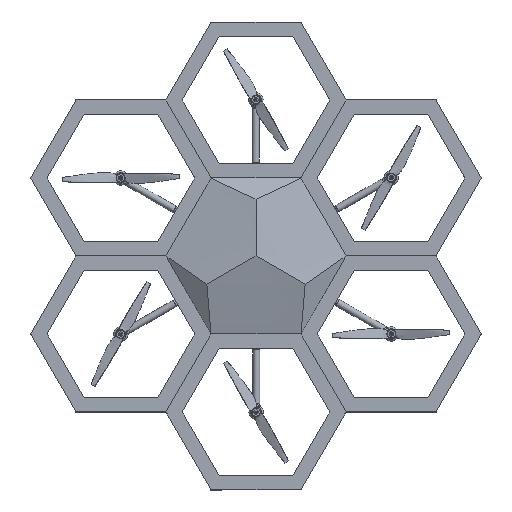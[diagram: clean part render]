
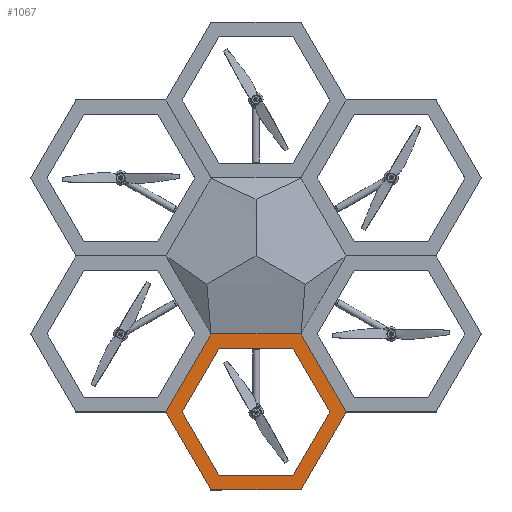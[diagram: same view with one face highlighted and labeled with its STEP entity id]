
A CAD part, top view. The second image highlights one B-rep face of the part: STEP entity #1067.
In plain terms, the highlighted planar face has unit normal (0, 0, 1).
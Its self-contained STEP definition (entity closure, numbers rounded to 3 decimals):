
#103=FACE_BOUND('',#246,.T.);
#126=PLANE('',#1176);
#179=FACE_OUTER_BOUND('',#245,.T.);
#245=EDGE_LOOP('',(#856,#857,#858,#859,#860,#861));
#246=EDGE_LOOP('',(#862,#863,#864,#865,#866,#867));
#386=LINE('',#1880,#447);
#389=LINE('',#1886,#450);
#392=LINE('',#1892,#453);
#395=LINE('',#1898,#456);
#398=LINE('',#1904,#459);
#401=LINE('',#1908,#462);
#404=LINE('',#1916,#465);
#407=LINE('',#1922,#468);
#410=LINE('',#1928,#471);
#413=LINE('',#1934,#474);
#416=LINE('',#1940,#477);
#419=LINE('',#1944,#480);
#447=VECTOR('',#1317,10.);
#450=VECTOR('',#1322,10.);
#453=VECTOR('',#1327,10.);
#456=VECTOR('',#1332,10.);
#459=VECTOR('',#1337,10.);
#462=VECTOR('',#1342,10.);
#465=VECTOR('',#1347,10.);
#468=VECTOR('',#1352,10.);
#471=VECTOR('',#1357,10.);
#474=VECTOR('',#1362,10.);
#477=VECTOR('',#1367,10.);
#480=VECTOR('',#1372,10.);
#523=VERTEX_POINT('',#1877);
#524=VERTEX_POINT('',#1879);
#526=VERTEX_POINT('',#1885);
#528=VERTEX_POINT('',#1891);
#530=VERTEX_POINT('',#1897);
#532=VERTEX_POINT('',#1903);
#535=VERTEX_POINT('',#1913);
#536=VERTEX_POINT('',#1915);
#538=VERTEX_POINT('',#1921);
#540=VERTEX_POINT('',#1927);
#542=VERTEX_POINT('',#1933);
#544=VERTEX_POINT('',#1939);
#631=EDGE_CURVE('',#524,#523,#386,.T.);
#634=EDGE_CURVE('',#526,#524,#389,.T.);
#637=EDGE_CURVE('',#528,#526,#392,.T.);
#640=EDGE_CURVE('',#530,#528,#395,.T.);
#643=EDGE_CURVE('',#532,#530,#398,.T.);
#646=EDGE_CURVE('',#523,#532,#401,.T.);
#649=EDGE_CURVE('',#536,#535,#404,.T.);
#652=EDGE_CURVE('',#538,#536,#407,.T.);
#655=EDGE_CURVE('',#540,#538,#410,.T.);
#658=EDGE_CURVE('',#542,#540,#413,.T.);
#661=EDGE_CURVE('',#544,#542,#416,.T.);
#664=EDGE_CURVE('',#535,#544,#419,.T.);
#856=ORIENTED_EDGE('',*,*,#664,.T.);
#857=ORIENTED_EDGE('',*,*,#661,.T.);
#858=ORIENTED_EDGE('',*,*,#658,.T.);
#859=ORIENTED_EDGE('',*,*,#655,.T.);
#860=ORIENTED_EDGE('',*,*,#652,.T.);
#861=ORIENTED_EDGE('',*,*,#649,.T.);
#862=ORIENTED_EDGE('',*,*,#646,.T.);
#863=ORIENTED_EDGE('',*,*,#643,.T.);
#864=ORIENTED_EDGE('',*,*,#640,.T.);
#865=ORIENTED_EDGE('',*,*,#637,.T.);
#866=ORIENTED_EDGE('',*,*,#634,.T.);
#867=ORIENTED_EDGE('',*,*,#631,.T.);
#1067=ADVANCED_FACE('',(#179,#103),#126,.T.);
#1176=AXIS2_PLACEMENT_3D('',#1945,#1373,#1374);
#1317=DIRECTION('',(0.502,0.865,0.));
#1322=DIRECTION('',(-0.498,0.867,0.));
#1327=DIRECTION('',(-1.,0.003,0.));
#1332=DIRECTION('',(-0.502,-0.865,0.));
#1337=DIRECTION('',(0.498,-0.867,0.));
#1342=DIRECTION('',(1.,-0.003,0.));
#1347=DIRECTION('',(-0.498,0.867,0.));
#1352=DIRECTION('',(0.502,0.865,0.));
#1357=DIRECTION('',(1.,-0.003,0.));
#1362=DIRECTION('',(0.498,-0.867,0.));
#1367=DIRECTION('',(-0.502,-0.865,0.));
#1372=DIRECTION('',(-1.,0.003,0.));
#1373=DIRECTION('center_axis',(0.,0.,1.));
#1374=DIRECTION('ref_axis',(1.,0.,0.));
#1877=CARTESIAN_POINT('',(13.812,9.014,3.));
#1879=CARTESIAN_POINT('',(8.591,0.029,3.));
#1880=CARTESIAN_POINT('',(13.812,9.014,3.));
#1885=CARTESIAN_POINT('',(13.762,-8.986,3.));
#1886=CARTESIAN_POINT('',(8.591,0.029,3.));
#1891=CARTESIAN_POINT('',(24.155,-9.014,3.));
#1892=CARTESIAN_POINT('',(13.762,-8.986,3.));
#1897=CARTESIAN_POINT('',(29.376,-0.029,3.));
#1898=CARTESIAN_POINT('',(24.155,-9.014,3.));
#1903=CARTESIAN_POINT('',(24.204,8.986,3.));
#1904=CARTESIAN_POINT('',(29.376,-0.029,3.));
#1908=CARTESIAN_POINT('',(24.204,8.986,3.));
#1913=CARTESIAN_POINT('',(25.363,10.983,3.));
#1915=CARTESIAN_POINT('',(31.685,-0.034,3.));
#1916=CARTESIAN_POINT('',(31.685,-0.034,3.));
#1921=CARTESIAN_POINT('',(25.305,-11.017,3.));
#1922=CARTESIAN_POINT('',(25.305,-11.017,3.));
#1927=CARTESIAN_POINT('',(12.603,-10.983,3.));
#1928=CARTESIAN_POINT('',(12.603,-10.983,3.));
#1933=CARTESIAN_POINT('',(6.282,0.034,3.));
#1934=CARTESIAN_POINT('',(6.282,0.034,3.));
#1939=CARTESIAN_POINT('',(12.662,11.017,3.));
#1940=CARTESIAN_POINT('',(12.662,11.017,3.));
#1944=CARTESIAN_POINT('',(25.363,10.983,3.));
#1945=CARTESIAN_POINT('Origin',(18.983,0.,3.));
